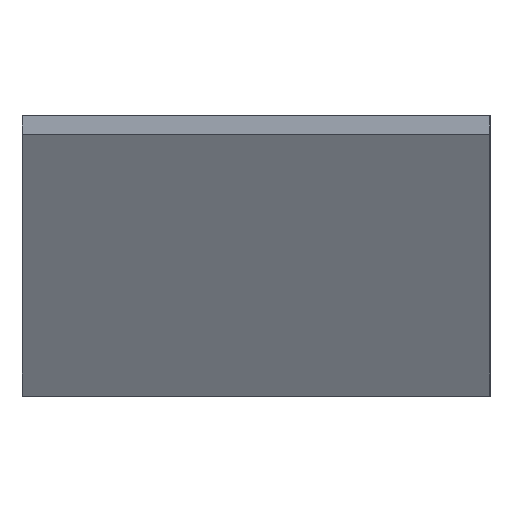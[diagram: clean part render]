
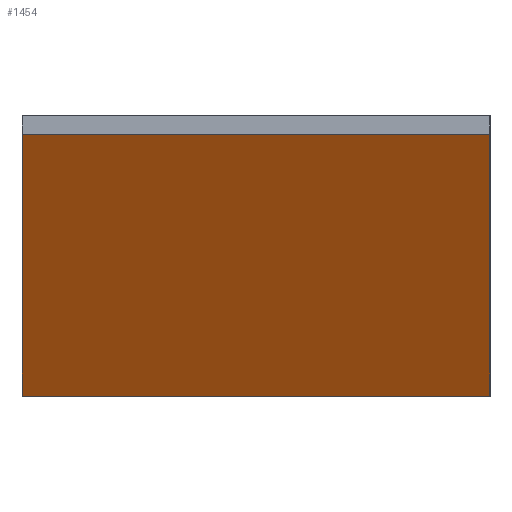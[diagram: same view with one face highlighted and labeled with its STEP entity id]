
A CAD part, left-side view. The second image highlights one B-rep face of the part: STEP entity #1454.
In plain terms, the highlighted planar face has unit normal (-0.866, 0, -0.5).
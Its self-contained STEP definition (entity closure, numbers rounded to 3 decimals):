
#32 = ORIENTED_EDGE ( 'NONE', *, *, #2490, .T. ) ;
#80 = CARTESIAN_POINT ( 'NONE',  ( -79.066, 25., -1. ) ) ;
#122 = VECTOR ( 'NONE', #142, 1000. ) ;
#142 = DIRECTION ( 'NONE',  ( 0.5, 0., -0.866 ) ) ;
#310 = EDGE_LOOP ( 'NONE', ( #1173, #1558, #32, #1918, #1444, #471 ) ) ;
#328 = CARTESIAN_POINT ( 'NONE',  ( -94.655, 25., 26. ) ) ;
#331 = VERTEX_POINT ( 'NONE', #1636 ) ;
#333 = EDGE_CURVE ( 'NONE', #331, #2402, #2418, .T. ) ;
#397 = VECTOR ( 'NONE', #1489, 1000. ) ;
#422 = CARTESIAN_POINT ( 'NONE',  ( -79.066, -25., -1. ) ) ;
#471 = ORIENTED_EDGE ( 'NONE', *, *, #2310, .F. ) ;
#552 = CARTESIAN_POINT ( 'NONE',  ( -79.066, -25., -1. ) ) ;
#844 = CARTESIAN_POINT ( 'NONE',  ( -95.232, -25., 27. ) ) ;
#881 = CARTESIAN_POINT ( 'NONE',  ( -79.066, 25., -1. ) ) ;
#888 = CARTESIAN_POINT ( 'NONE',  ( -94.655, 25., 26. ) ) ;
#891 = EDGE_CURVE ( 'NONE', #1086, #1397, #963, .T. ) ;
#963 = LINE ( 'NONE', #881, #1430 ) ;
#1086 = VERTEX_POINT ( 'NONE', #80 ) ;
#1145 = CARTESIAN_POINT ( 'NONE',  ( -78.489, -25., -2. ) ) ;
#1173 = ORIENTED_EDGE ( 'NONE', *, *, #2159, .T. ) ;
#1205 = VECTOR ( 'NONE', #2242, 1000. ) ;
#1311 = FACE_OUTER_BOUND ( 'NONE', #310, .T. ) ;
#1327 = LINE ( 'NONE', #328, #1799 ) ;
#1397 = VERTEX_POINT ( 'NONE', #1515 ) ;
#1430 = VECTOR ( 'NONE', #1490, 1000. ) ;
#1444 = ORIENTED_EDGE ( 'NONE', *, *, #333, .F. ) ;
#1454 = ADVANCED_FACE ( 'NONE', ( #1311 ), #1948, .T. ) ;
#1489 = DIRECTION ( 'NONE',  ( 0., -1., 0. ) ) ;
#1490 = DIRECTION ( 'NONE',  ( 0.5, 0., -0.866 ) ) ;
#1515 = CARTESIAN_POINT ( 'NONE',  ( -78.489, 25., -2. ) ) ;
#1558 = ORIENTED_EDGE ( 'NONE', *, *, #891, .T. ) ;
#1603 = LINE ( 'NONE', #1772, #122 ) ;
#1636 = CARTESIAN_POINT ( 'NONE',  ( -94.655, -25., 26. ) ) ;
#1744 = DIRECTION ( 'NONE',  ( -0.866, 0., -0.5 ) ) ;
#1770 = AXIS2_PLACEMENT_3D ( 'NONE', #2160, #1744, #2354 ) ;
#1772 = CARTESIAN_POINT ( 'NONE',  ( -95.232, 25., 27. ) ) ;
#1773 = EDGE_CURVE ( 'NONE', #2402, #2319, #2473, .T. ) ;
#1799 = VECTOR ( 'NONE', #1956, 1000. ) ;
#1892 = VECTOR ( 'NONE', #2240, 1000. ) ;
#1918 = ORIENTED_EDGE ( 'NONE', *, *, #1773, .F. ) ;
#1948 = PLANE ( 'NONE',  #1770 ) ;
#1956 = DIRECTION ( 'NONE',  ( 0., -1., 0. ) ) ;
#1959 = LINE ( 'NONE', #2503, #397 ) ;
#1962 = VERTEX_POINT ( 'NONE', #888 ) ;
#2159 = EDGE_CURVE ( 'NONE', #1962, #1086, #1603, .T. ) ;
#2160 = CARTESIAN_POINT ( 'NONE',  ( -95.232, 25., 27. ) ) ;
#2240 = DIRECTION ( 'NONE',  ( 0.5, 0., -0.866 ) ) ;
#2242 = DIRECTION ( 'NONE',  ( 0.5, 0., -0.866 ) ) ;
#2310 = EDGE_CURVE ( 'NONE', #1962, #331, #1327, .T. ) ;
#2319 = VERTEX_POINT ( 'NONE', #1145 ) ;
#2354 = DIRECTION ( 'NONE',  ( -0.5, 0., 0.866 ) ) ;
#2402 = VERTEX_POINT ( 'NONE', #552 ) ;
#2418 = LINE ( 'NONE', #844, #1892 ) ;
#2473 = LINE ( 'NONE', #422, #1205 ) ;
#2490 = EDGE_CURVE ( 'NONE', #1397, #2319, #1959, .T. ) ;
#2503 = CARTESIAN_POINT ( 'NONE',  ( -78.489, 25., -2. ) ) ;
